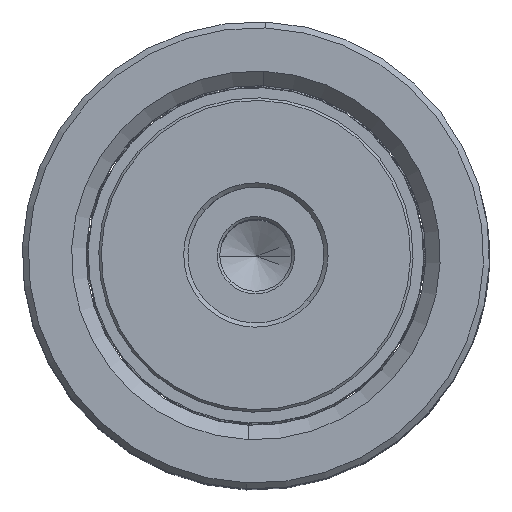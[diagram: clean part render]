
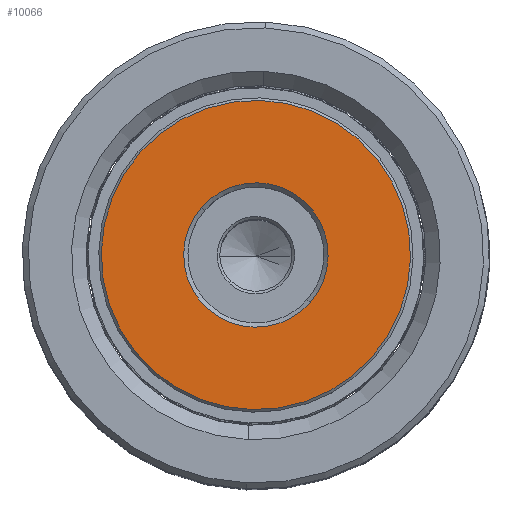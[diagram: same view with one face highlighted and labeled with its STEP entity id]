
A CAD part, top view. The second image highlights one B-rep face of the part: STEP entity #10066.
In plain terms, the highlighted face is planar.
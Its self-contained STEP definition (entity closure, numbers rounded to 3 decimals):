
#527 = DIRECTION ( 'NONE',  ( 1., 0., 0. ) ) ;
#1952 = EDGE_CURVE ( 'NONE', #21213, #18069, #3067, .T. ) ;
#2025 = AXIS2_PLACEMENT_3D ( 'NONE', #26577, #23612, #9787 ) ;
#2040 = DIRECTION ( 'NONE',  ( 0., 0., -1. ) ) ;
#2094 = FACE_OUTER_BOUND ( 'NONE', #9517, .T. ) ;
#3059 = EDGE_CURVE ( 'NONE', #40333, #42671, #22628, .T. ) ;
#3067 = CIRCLE ( 'NONE', #41327, 8.5 ) ;
#3415 = AXIS2_PLACEMENT_3D ( 'NONE', #32911, #26853, #527 ) ;
#5854 = CARTESIAN_POINT ( 'NONE',  ( 0., 0., 0. ) ) ;
#8561 = ORIENTED_EDGE ( 'NONE', *, *, #3059, .T. ) ;
#8848 = CARTESIAN_POINT ( 'NONE',  ( 8.5, 0., 0. ) ) ;
#9517 = EDGE_LOOP ( 'NONE', ( #8561, #29219 ) ) ;
#9621 = CARTESIAN_POINT ( 'NONE',  ( 0., 0., 0. ) ) ;
#9787 = DIRECTION ( 'NONE',  ( 1., 0., 0. ) ) ;
#9910 = EDGE_CURVE ( 'NONE', #42671, #40333, #27388, .T. ) ;
#10066 = ADVANCED_FACE ( 'NONE', ( #2094, #36862 ), #19105, .F. ) ;
#10496 = CIRCLE ( 'NONE', #2025, 8.5 ) ;
#14093 = EDGE_LOOP ( 'NONE', ( #38461, #14760 ) ) ;
#14760 = ORIENTED_EDGE ( 'NONE', *, *, #25558, .T. ) ;
#15015 = DIRECTION ( 'NONE',  ( 1., 0., 0. ) ) ;
#16108 = DIRECTION ( 'NONE',  ( 1., 0., 0. ) ) ;
#18069 = VERTEX_POINT ( 'NONE', #8848 ) ;
#19105 = PLANE ( 'NONE',  #3415 ) ;
#20921 = AXIS2_PLACEMENT_3D ( 'NONE', #5854, #2040, #35915 ) ;
#21213 = VERTEX_POINT ( 'NONE', #26947 ) ;
#22628 = CIRCLE ( 'NONE', #35172, 18.2 ) ;
#23612 = DIRECTION ( 'NONE',  ( 0., 0., 1. ) ) ;
#25558 = EDGE_CURVE ( 'NONE', #18069, #21213, #10496, .T. ) ;
#26577 = CARTESIAN_POINT ( 'NONE',  ( 0., 0., 0. ) ) ;
#26853 = DIRECTION ( 'NONE',  ( 0., 0., 1. ) ) ;
#26947 = CARTESIAN_POINT ( 'NONE',  ( -8.5, 0., 0. ) ) ;
#27388 = CIRCLE ( 'NONE', #20921, 18.2 ) ;
#29219 = ORIENTED_EDGE ( 'NONE', *, *, #9910, .T. ) ;
#29274 = CARTESIAN_POINT ( 'NONE',  ( -18.2, 0., 0. ) ) ;
#29493 = DIRECTION ( 'NONE',  ( 0., 0., 1. ) ) ;
#32100 = CARTESIAN_POINT ( 'NONE',  ( 0., 0., 0. ) ) ;
#32911 = CARTESIAN_POINT ( 'NONE',  ( 0., 0., 0. ) ) ;
#35172 = AXIS2_PLACEMENT_3D ( 'NONE', #32100, #38602, #15015 ) ;
#35915 = DIRECTION ( 'NONE',  ( 1., 0., 0. ) ) ;
#36862 = FACE_BOUND ( 'NONE', #14093, .T. ) ;
#38461 = ORIENTED_EDGE ( 'NONE', *, *, #1952, .T. ) ;
#38602 = DIRECTION ( 'NONE',  ( 0., 0., -1. ) ) ;
#40333 = VERTEX_POINT ( 'NONE', #42643 ) ;
#41327 = AXIS2_PLACEMENT_3D ( 'NONE', #9621, #29493, #16108 ) ;
#42643 = CARTESIAN_POINT ( 'NONE',  ( 18.2, 0., 0. ) ) ;
#42671 = VERTEX_POINT ( 'NONE', #29274 ) ;
